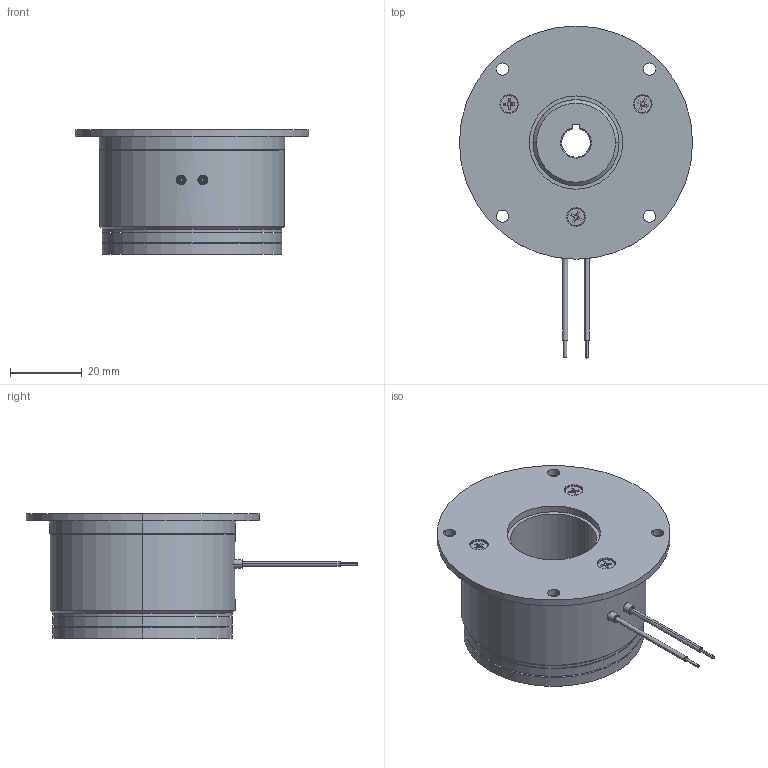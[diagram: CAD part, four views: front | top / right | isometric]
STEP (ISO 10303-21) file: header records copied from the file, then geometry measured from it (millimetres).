
FILE_DESCRIPTION (( 'STEP AP214' ), '1' );
FILE_NAME ('dr_bk_05P1-120_mu.STEP', '2021-11-12T12:45:05', ( '' ), ( '' ), 'SwSTEP 2.0', 'SolidWorks 2019', '' );
FILE_SCHEMA (( 'AUTOMOTIVE_DESIGN' ));
Length unit declared in the file: millimetre
Products named in the file (10): 10068774_000_genietet (1,8 mm Klemml�nge �2,6); 10068775_000; 10068773_000_Einbaul„nge 1,9 mm; dr_bk_05P1-120_mu; 10068963_000; 10069019_000; 10069018_000; 10068772_000; 10069017_000; 10068779_000_eingebaut
Assembly tree (15 placements, depth 4):
  dr_bk_05P1-120_mu
    10068963_000
    10069019_000
      10068775_000
      10069018_000
        10069017_000
        10068772_000
        10068774_000_genietet (1,8 mm Klemml�nge �2,6)  x3
        10068779_000_eingebaut  x3
      10068773_000_Einbaul„nge 1,9 mm  x3
Bounding box: 65 x 92.5 x 34.7 mm (x, y, z)
Volume: 61172.1 mm3; surface area: 24598.4 mm2
Topology: 15 solids, 15 shells, 395 faces, 896 edges, 547 vertices
Faces by surface type: cylinder 167, cone 100, plane 84, torus 38, sphere 6
Entity records: 10944 total; most frequent: CARTESIAN_POINT 1762, DIRECTION 1624, ORIENTED_EDGE 1352, EDGE_CURVE 676, AXIS2_PLACEMENT_3D 657, VERTEX_POINT 425, EDGE_LOOP 367, CIRCLE 346
